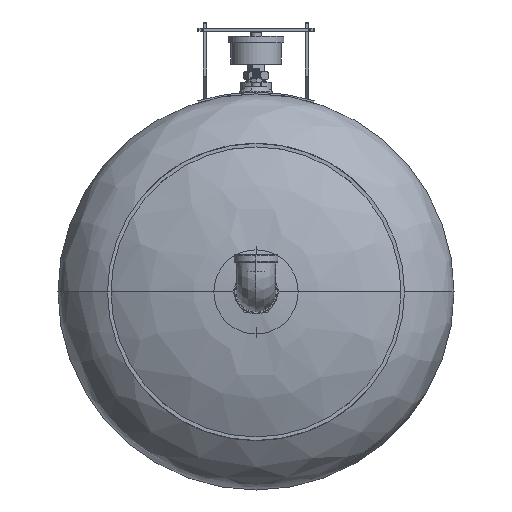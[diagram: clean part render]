
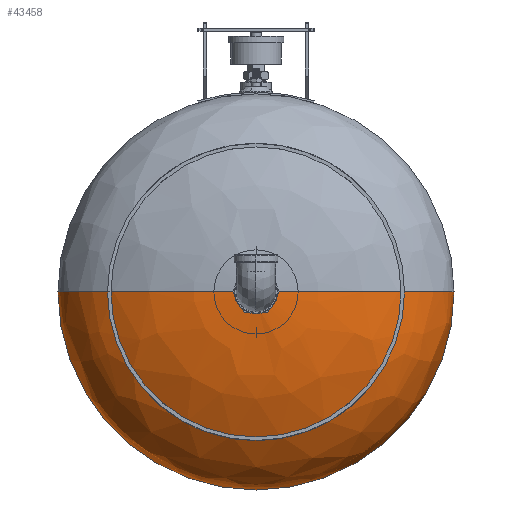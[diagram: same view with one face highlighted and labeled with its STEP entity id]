
A CAD part, front view. The second image highlights one B-rep face of the part: STEP entity #43458.
In plain terms, the highlighted free-form (B-spline) face has degree [3, 3] with [4, 4] control points.
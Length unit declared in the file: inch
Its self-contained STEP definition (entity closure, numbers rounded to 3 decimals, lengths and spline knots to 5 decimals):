
#922 = CIRCLE ( 'NONE', #23005, 0.6875 ) ;
#1555 = VERTEX_POINT ( 'NONE', #33299 ) ;
#1917 = EDGE_CURVE ( 'NONE', #16297, #48088, #47570, .T. ) ;
#3023 = CARTESIAN_POINT ( 'NONE',  ( -8., 2.72586, 16. ) ) ;
#3359 = CARTESIAN_POINT ( 'NONE',  ( 0.6875, 4.54702, 1.375 ) ) ;
#4128 = CARTESIAN_POINT ( 'NONE',  ( 0., 0.5125, 0. ) ) ;
#4990 = VERTEX_POINT ( 'NONE', #62587 ) ;
#5136 = EDGE_CURVE ( 'NONE', #1555, #48088, #6951, .T. ) ;
#6951 = CIRCLE ( 'NONE', #30096, 8. ) ;
#8282 = CARTESIAN_POINT ( 'NONE',  ( 8., 2.72586, 16. ) ) ;
#8621 = CARTESIAN_POINT ( 'NONE',  ( 5.04394, 4.35681, 10.08787 ) ) ;
#9429 = DIRECTION ( 'NONE',  ( 0., 0., -1. ) ) ;
#11871 = ORIENTED_EDGE ( 'NONE', *, *, #1917, .T. ) ;
#12481 = CARTESIAN_POINT ( 'NONE',  ( -8., 0.5125, 0. ) ) ;
#13727 = DIRECTION ( 'NONE',  ( 0., -1., 0. ) ) ;
#13784 = CARTESIAN_POINT ( 'NONE',  ( 0.6875, 4.54702, 0. ) ) ;
#13880 = FACE_OUTER_BOUND ( 'NONE', #41682, .T. ) ;
#15221 = EDGE_CURVE ( 'NONE', #55171, #4990, #52164, .T. ) ;
#15549 = EDGE_CURVE ( 'NONE', #59162, #16297, #922, .T. ) ;
#16297 = VERTEX_POINT ( 'NONE', #44306 ) ;
#16763 = CARTESIAN_POINT ( 'NONE',  ( -8., 0.5125, 0. ) ) ;
#17505 = CARTESIAN_POINT ( 'NONE',  ( 0.6875, 4.54702, 0. ) ) ;
#20098 = AXIS2_PLACEMENT_3D ( 'NONE', #38396, #13727, #9429 ) ;
#21387 = CARTESIAN_POINT ( 'NONE',  ( -5.04394, 4.35681, 0. ) ) ;
#23005 = AXIS2_PLACEMENT_3D ( 'NONE', #47624, #56828, #31819 ) ;
#23120 = CARTESIAN_POINT ( 'NONE',  ( -5.04394, 4.35681, 0. ) ) ;
#23758 = CARTESIAN_POINT ( 'NONE',  ( 8., 2.72586, 0. ) ) ;
#27719 = CARTESIAN_POINT ( 'NONE',  ( -8., 0.5125, 16. ) ) ;
#28042 = CARTESIAN_POINT ( 'NONE',  ( 8., 0.5125, 0. ) ) ;
#28370 = CARTESIAN_POINT ( 'NONE',  ( 8., 0.5125, 16. ) ) ;
#29297 = CARTESIAN_POINT ( 'NONE',  ( 0.6875, 4.54702, 0. ) ) ;
#29472 = DIRECTION ( 'NONE',  ( 0., -1., 0. ) ) ;
#29567 = CARTESIAN_POINT ( 'NONE',  ( 8., 0.5125, 0. ) ) ;
#30096 = AXIS2_PLACEMENT_3D ( 'NONE', #58946, #57977, #43156 ) ;
#31819 = DIRECTION ( 'NONE',  ( 0., 0., -1. ) ) ;
#32684 = CIRCLE ( 'NONE', #20098, 0.6875 ) ;
#33299 = CARTESIAN_POINT ( 'NONE',  ( 0., 0.5125, 8. ) ) ;
#33301 = CARTESIAN_POINT ( 'NONE',  ( -0.6875, 4.54702, 0. ) ) ;
#33637 = CARTESIAN_POINT ( 'NONE',  ( 5.04394, 4.35681, 0. ) ) ;
#36188 = CARTESIAN_POINT ( 'NONE',  ( -8., 2.72586, 0. ) ) ;
#38396 = CARTESIAN_POINT ( 'NONE',  ( 0., 4.54702, 0. ) ) ;
#38720 =( BOUNDED_SURFACE ( )  B_SPLINE_SURFACE ( 3, 3, ( 
 ( #17505, #3359, #53710, #33301 ),
 ( #33637, #8621, #57994, #23120 ),
 ( #23758, #8282, #3023, #42845 ),
 ( #28042, #28370, #27719, #63279 ) ),
 .UNSPECIFIED., .F., .F., .F. ) 
 B_SPLINE_SURFACE_WITH_KNOTS ( ( 4, 4 ),
 ( 4, 4 ),
 ( 0., 1. ),
 ( 0., 1. ),
 .UNSPECIFIED. ) 
 GEOMETRIC_REPRESENTATION_ITEM ( )  RATIONAL_B_SPLINE_SURFACE ( (
 ( 1., 0.333, 0.333, 1.),
 ( 0.825, 0.275, 0.275, 0.825),
 ( 0.825, 0.275, 0.275, 0.825),
 ( 1., 0.333, 0.333, 1.) ) ) 
 REPRESENTATION_ITEM ( '' )  SURFACE ( )  );
#39169 = ORIENTED_EDGE ( 'NONE', *, *, #5136, .F. ) ;
#40338 = ORIENTED_EDGE ( 'NONE', *, *, #44949, .F. ) ;
#41682 = EDGE_LOOP ( 'NONE', ( #46740, #11871, #39169, #40338, #48733, #52596 ) ) ;
#42845 = CARTESIAN_POINT ( 'NONE',  ( -8., 2.72586, 0. ) ) ;
#43156 = DIRECTION ( 'NONE',  ( 0., 0., -1. ) ) ;
#43458 = ADVANCED_FACE ( 'NONE', ( #13880 ), #38720, .F. ) ;
#44306 = CARTESIAN_POINT ( 'NONE',  ( -0.6875, 4.54702, 0. ) ) ;
#44949 = EDGE_CURVE ( 'NONE', #4990, #1555, #47663, .T. ) ;
#46740 = ORIENTED_EDGE ( 'NONE', *, *, #15549, .T. ) ;
#47214 = CARTESIAN_POINT ( 'NONE',  ( 0., 4.54702, 0.6875 ) ) ;
#47570 =( BOUNDED_CURVE ( )  B_SPLINE_CURVE ( 3, ( #51323, #21387, #36188, #16763 ),
 .UNSPECIFIED., .F., .F. ) 
 B_SPLINE_CURVE_WITH_KNOTS ( ( 4, 4 ),
 ( 1.65684, 3.14159 ),
 .UNSPECIFIED. ) 
 CURVE ( )  GEOMETRIC_REPRESENTATION_ITEM ( )  RATIONAL_B_SPLINE_CURVE ( ( 1., 0.825, 0.825, 1. ) ) 
 REPRESENTATION_ITEM ( '' )  );
#47624 = CARTESIAN_POINT ( 'NONE',  ( 0., 4.54702, 0. ) ) ;
#47663 = CIRCLE ( 'NONE', #63471, 8. ) ;
#48088 = VERTEX_POINT ( 'NONE', #12481 ) ;
#48733 = ORIENTED_EDGE ( 'NONE', *, *, #15221, .F. ) ;
#48989 = CARTESIAN_POINT ( 'NONE',  ( 8., 2.72586, 0. ) ) ;
#51323 = CARTESIAN_POINT ( 'NONE',  ( -0.6875, 4.54702, 0. ) ) ;
#52164 =( BOUNDED_CURVE ( )  B_SPLINE_CURVE ( 3, ( #13784, #53938, #48989, #29567 ),
 .UNSPECIFIED., .F., .F. ) 
 B_SPLINE_CURVE_WITH_KNOTS ( ( 4, 4 ),
 ( 1.65684, 3.14159 ),
 .UNSPECIFIED. ) 
 CURVE ( )  GEOMETRIC_REPRESENTATION_ITEM ( )  RATIONAL_B_SPLINE_CURVE ( ( 1., 0.825, 0.825, 1. ) ) 
 REPRESENTATION_ITEM ( '' )  );
#52596 = ORIENTED_EDGE ( 'NONE', *, *, #60252, .T. ) ;
#53710 = CARTESIAN_POINT ( 'NONE',  ( -0.6875, 4.54702, 1.375 ) ) ;
#53938 = CARTESIAN_POINT ( 'NONE',  ( 5.04394, 4.35681, 0. ) ) ;
#55171 = VERTEX_POINT ( 'NONE', #29297 ) ;
#56828 = DIRECTION ( 'NONE',  ( 0., -1., 0. ) ) ;
#57977 = DIRECTION ( 'NONE',  ( 0., -1., 0. ) ) ;
#57994 = CARTESIAN_POINT ( 'NONE',  ( -5.04394, 4.35681, 10.08787 ) ) ;
#58946 = CARTESIAN_POINT ( 'NONE',  ( 0., 0.5125, 0. ) ) ;
#59162 = VERTEX_POINT ( 'NONE', #47214 ) ;
#60252 = EDGE_CURVE ( 'NONE', #55171, #59162, #32684, .T. ) ;
#62587 = CARTESIAN_POINT ( 'NONE',  ( 8., 0.5125, 0. ) ) ;
#63279 = CARTESIAN_POINT ( 'NONE',  ( -8., 0.5125, 0. ) ) ;
#63471 = AXIS2_PLACEMENT_3D ( 'NONE', #4128, #29472, #64390 ) ;
#64390 = DIRECTION ( 'NONE',  ( 0., 0., -1. ) ) ;
